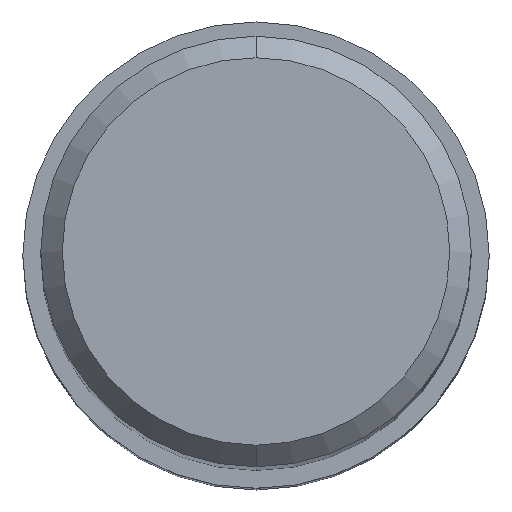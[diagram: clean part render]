
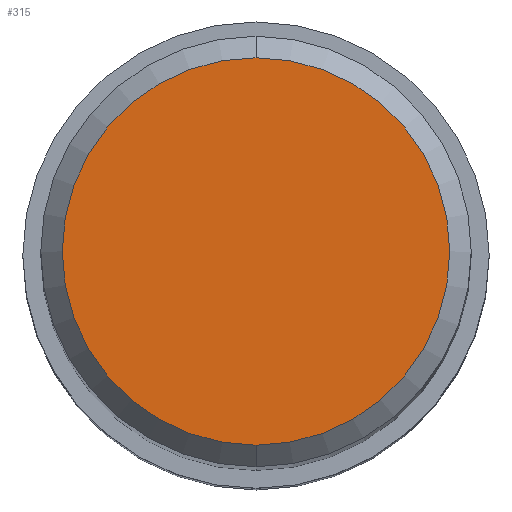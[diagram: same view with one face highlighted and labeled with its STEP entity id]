
A CAD part, top view. The second image highlights one B-rep face of the part: STEP entity #315.
In plain terms, the highlighted planar face has unit normal (0, 0, 1).
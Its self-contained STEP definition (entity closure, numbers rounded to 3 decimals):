
#283=VERTEX_POINT('',#560);
#315=ADVANCED_FACE('',(#595),#596,.T.);
#357=VERTEX_POINT('',#647);
#359=EDGE_CURVE('',#357,#283,#649,.T.);
#385=EDGE_CURVE('',#283,#357,#675,.T.);
#560=CARTESIAN_POINT('',(0.0,5.4,0.0));
#595=FACE_OUTER_BOUND('',#1156,.T.);
#596=PLANE('',#1157);
#647=CARTESIAN_POINT('',(0.,-5.4,0.0));
#649=CIRCLE('',#1250,5.4);
#675=CIRCLE('',#1320,5.4);
#1156=EDGE_LOOP('',(#1522,#1523));
#1157=AXIS2_PLACEMENT_3D('',#1524,#1525,#1526);
#1250=AXIS2_PLACEMENT_3D('',#1610,#1611,#1612);
#1320=AXIS2_PLACEMENT_3D('',#1616,#1617,#1618);
#1522=ORIENTED_EDGE('',*,*,#385,.F.);
#1523=ORIENTED_EDGE('',*,*,#359,.F.);
#1524=CARTESIAN_POINT('',(0.0,2.7,0.0));
#1525=DIRECTION('',(-0.0,0.0,1.0));
#1526=DIRECTION('',(0.0,-1.0,0.0));
#1610=CARTESIAN_POINT('',(0.0,0.0,0.0));
#1611=DIRECTION('',(0.0,0.0,-1.0));
#1612=DIRECTION('',(0.0,1.0,0.0));
#1616=CARTESIAN_POINT('',(0.0,0.0,0.0));
#1617=DIRECTION('',(0.0,0.0,-1.0));
#1618=DIRECTION('',(0.0,1.0,0.0));
